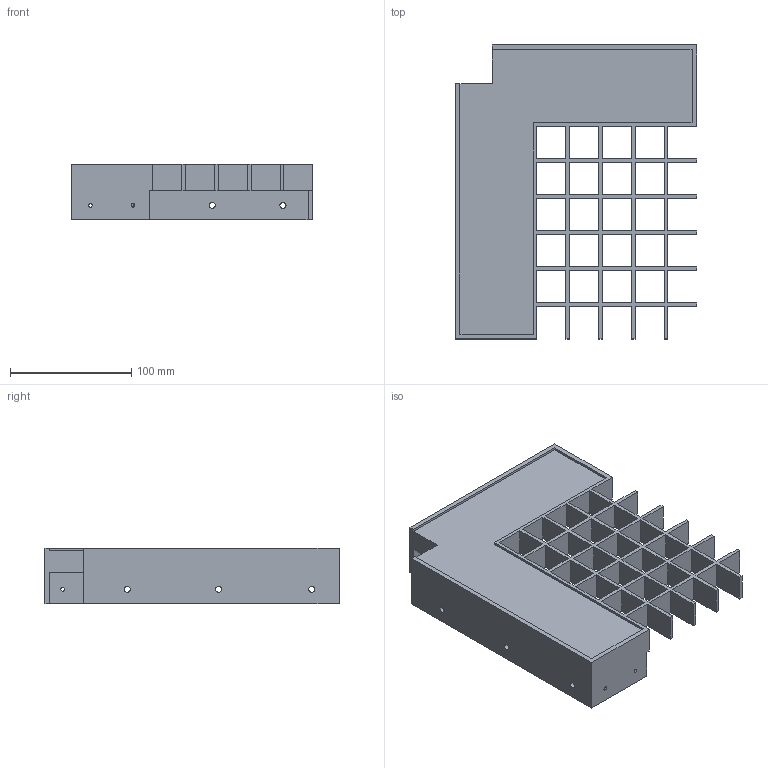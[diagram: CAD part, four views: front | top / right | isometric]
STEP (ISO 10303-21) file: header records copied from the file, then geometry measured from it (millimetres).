
FILE_DESCRIPTION(/* description */ (''),/* implementation_level */ '2;1');
FILE_NAME(/* name */ '3d Druck li-oben',/* time_stamp */ '2025-01-01T18:41:53+01:00',/* author */ (''),/* organization */ (''),/* preprocessor_version */ 'ST-DEVELOPER v19.2',/* originating_system */ 'Rhino 8.14',/* authorisation */ '');
FILE_SCHEMA (('CONFIG_CONTROL_DESIGN'));
Length unit declared in the file: millimetre
Products named in the file (1): Document
Bounding box: 199.4 x 242.6 x 46 mm (x, y, z)
Volume: 581887.3 mm3; surface area: 157992.4 mm2
Topology: 1 solids, 1 shells, 164 faces, 484 edges, 322 vertices
Faces by surface type: plane 144, cylinder 20
Entity records: 4710 total; most frequent: CARTESIAN_POINT 1401, ORIENTED_EDGE 968, EDGE_CURVE 484, B_SPLINE_CURVE_WITH_KNOTS 424, VERTEX_POINT 322, EDGE_LOOP 224, ADVANCED_FACE 164, FACE_OUTER_BOUND 164
